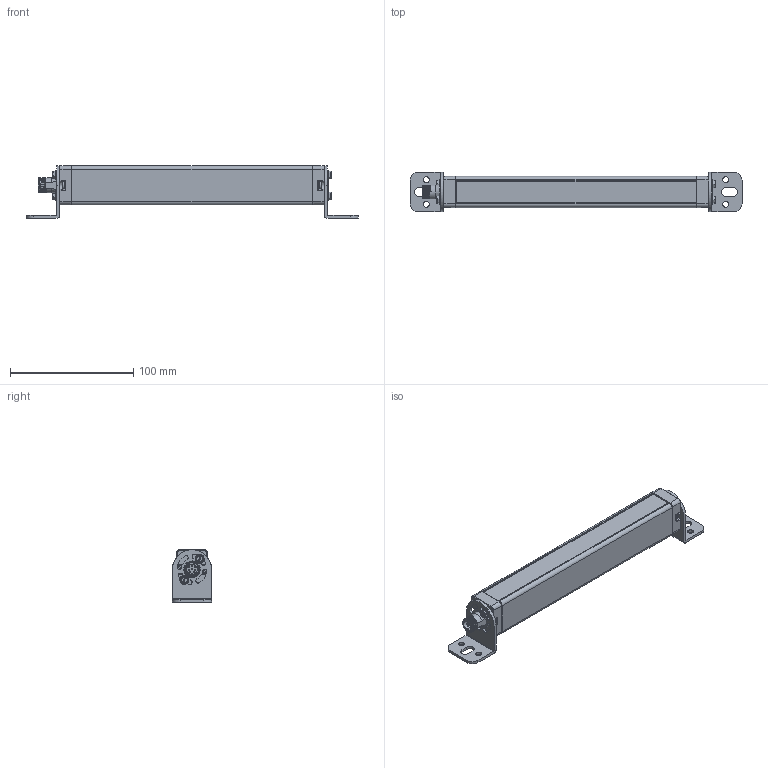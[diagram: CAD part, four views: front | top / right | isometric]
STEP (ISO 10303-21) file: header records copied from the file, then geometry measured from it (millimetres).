
FILE_DESCRIPTION((''),'2;1');
FILE_NAME('243400_SM01_ASM','2024-07-19T10:13:41',('banengservice'),('BANNER ENGINEERING'),'CREO PARAMETRIC BY PTC INC, 2022414','CREO PARAMETRIC BY PTC INC, 2022414','');
FILE_SCHEMA(('CONFIG_CONTROL_DESIGN'));
Length unit declared in the file: millimetre
Products named in the file (2): 243400_EP01; 243400_SM01_ASM
Assembly tree (1 placements, depth 2):
  243400_SM01_ASM
    243400_EP01
Bounding box: 269.3 x 31.75 x 42.57 mm (x, y, z)
Volume: 177757.4 mm3; surface area: 36395.3 mm2
Topology: 9 solids, 9 shells, 846 faces, 2159 edges, 1304 vertices
Faces by surface type: cylinder 352, plane 281, cone 78, torus 58, sphere 56, bspline 21
Entity records: 33348 total; most frequent: CARTESIAN_POINT 12648, DIRECTION 4579, ORIENTED_EDGE 4222, EDGE_CURVE 2111, AXIS2_PLACEMENT_3D 1795, VERTEX_POINT 1304, VECTOR 989, LINE 989
